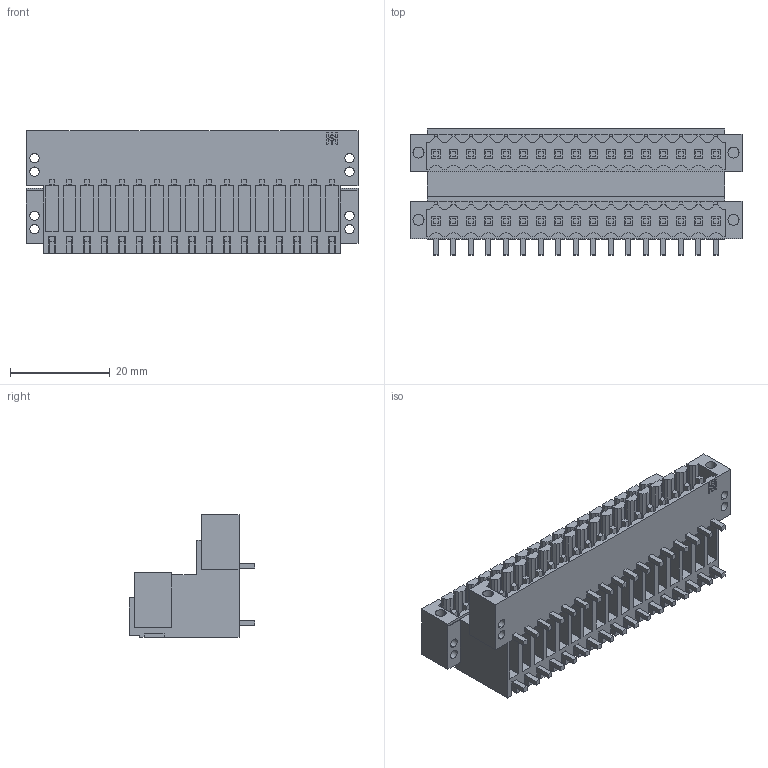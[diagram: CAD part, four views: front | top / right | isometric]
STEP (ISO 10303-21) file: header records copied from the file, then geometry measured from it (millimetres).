
FILE_DESCRIPTION(('CATIA V5 STEP','CAx-IF Rec.Pracs.--- Model Styling and Organization---1.2---2011-12-15'),'2;1');
FILE_NAME ('D1458734_0_1890850000_1890850000.stp','2016-10-04T06:48:45+00:00',('none'),('Weidmueller'),'CATIA Version 5-6 Release 2014','CATIA V5 STEP AP214','none');
FILE_SCHEMA(('AUTOMOTIVE_DESIGN { 1 0 10303 214 1 1 1 1 }'));
Products named in the file (1): 1890850000_S
Bounding box: 66.4 x 25.2 x 24.55 mm (x, y, z)
Volume: 14700 mm3; surface area: 18012.5 mm2
Topology: 35 solids, 35 shells, 1787 faces, 5229 edges, 3560 vertices
Faces by surface type: plane 1510, cylinder 257, extrusion 20
Entity records: 56686 total; most frequent: CARTESIAN_POINT 11946, ORIENTED_EDGE 10418, DIRECTION 7242, EDGE_CURVE 5209, VECTOR 4670, LINE 4650, VERTEX_POINT 3550, EDGE_LOOP 1953
